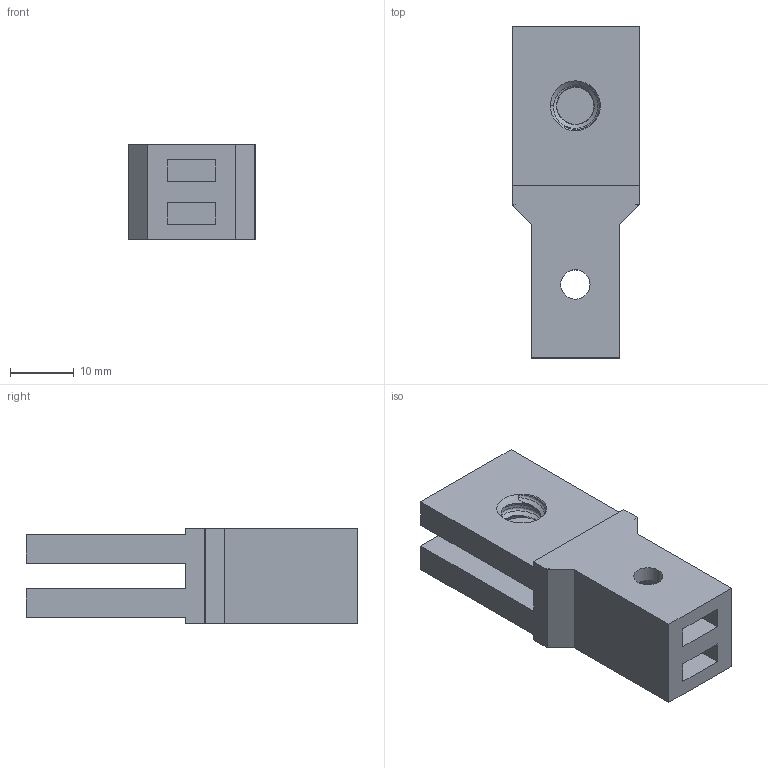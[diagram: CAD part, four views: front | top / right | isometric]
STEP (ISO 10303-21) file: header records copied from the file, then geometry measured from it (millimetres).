
FILE_DESCRIPTION (( 'STEP AP214' ), '1' );
FILE_NAME ('z_axis_va.STEP', '2019-08-09T21:03:22', ( '' ), ( '' ), 'SwSTEP 2.0', 'SolidWorks 2012', '' );
FILE_SCHEMA (( 'AUTOMOTIVE_DESIGN' ));
Length unit declared in the file: millimetre
Products named in the file (1): z_axis_va
Bounding box: 20 x 52 x 15 mm (x, y, z)
Volume: 9253.3 mm3; surface area: 5489 mm2
Topology: 1 solids, 1 shells, 53 faces, 147 edges, 98 vertices
Faces by surface type: plane 33, cylinder 9, bspline 7, cone 4
Entity records: 3315 total; most frequent: CARTESIAN_POINT 1981, ORIENTED_EDGE 294, DIRECTION 227, EDGE_CURVE 147, VERTEX_POINT 98, VECTOR 97, LINE 97, AXIS2_PLACEMENT_3D 65
